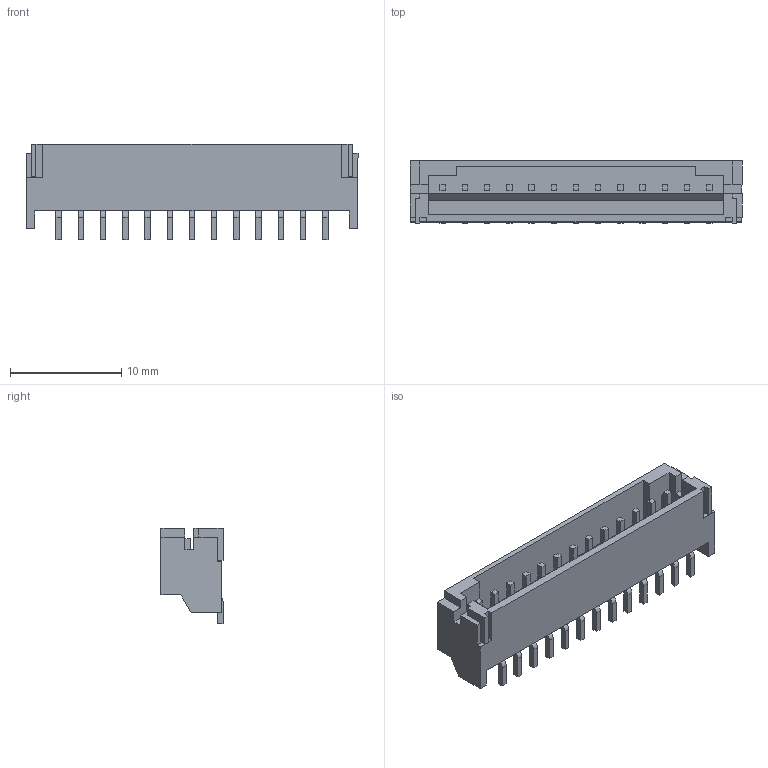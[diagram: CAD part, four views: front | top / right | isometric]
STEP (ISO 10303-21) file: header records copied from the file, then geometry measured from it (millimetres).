
FILE_DESCRIPTION (( 'STEP AP214' ), '1' );
FILE_NAME ('S13B-PH-SM4.STEP', '2010-06-14T04:59:35', ( ' ' ), ( ' ' ), 'SwSTEP 2.0', 'SolidWorks 2005235', '' );
FILE_SCHEMA (( 'AUTOMOTIVE_DESIGN' ));
Length unit declared in the file: millimetre
Products named in the file (1): S13B-PH-SM4
Bounding box: 29.9 x 5.6 x 8.6 mm (x, y, z)
Volume: 506 mm3; surface area: 1277.9 mm2
Topology: 1 solids, 1 shells, 242 faces, 652 edges, 434 vertices
Faces by surface type: plane 203, cylinder 39
Entity records: 10191 total; most frequent: CARTESIAN_POINT 1329, ORIENTED_EDGE 1304, DIRECTION 1216, EDGE_CURVE 652, VECTOR 574, LINE 574, VERTEX_POINT 434, AXIS2_PLACEMENT_3D 321
